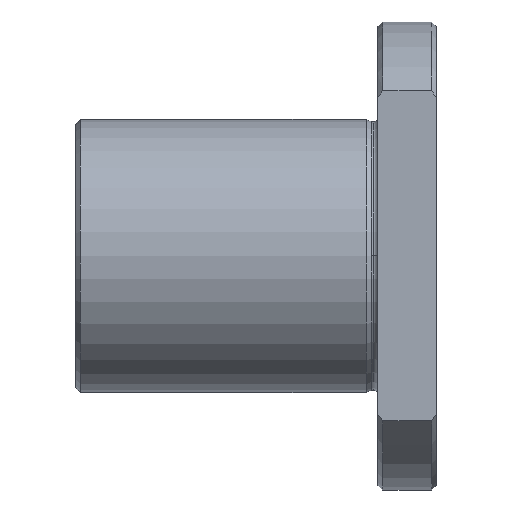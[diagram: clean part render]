
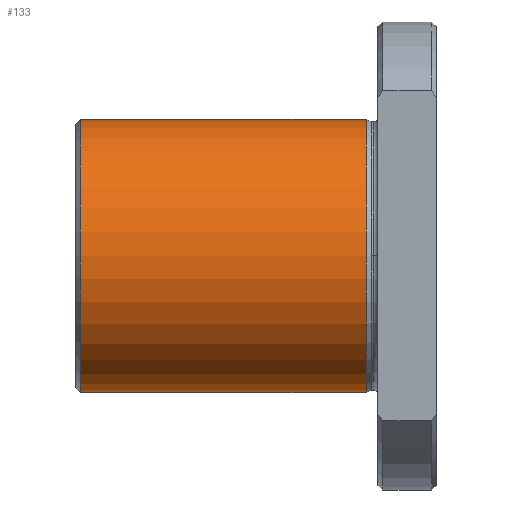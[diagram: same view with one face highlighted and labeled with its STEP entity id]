
A CAD part, top view. The second image highlights one B-rep face of the part: STEP entity #133.
In plain terms, the highlighted cylindrical face has radius 14 mm (diameter 28 mm), a partial arc.
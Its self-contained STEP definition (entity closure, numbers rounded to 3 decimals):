
#133 = ADVANCED_FACE( '', ( #271 ), #272, .T. );
#271 = FACE_OUTER_BOUND( '', #412, .T. );
#272 = CYLINDRICAL_SURFACE( '', #413, 14. );
#412 = EDGE_LOOP( '', ( #863, #864, #865, #866 ) );
#413 = AXIS2_PLACEMENT_3D( '', #867, #868, #869 );
#863 = ORIENTED_EDGE( '', *, *, #896, .T. );
#864 = ORIENTED_EDGE( '', *, *, #1023, .F. );
#865 = ORIENTED_EDGE( '', *, *, #898, .T. );
#866 = ORIENTED_EDGE( '', *, *, #1022, .T. );
#867 = CARTESIAN_POINT( '', ( 15.15, 0., 0. ) );
#868 = DIRECTION( '', ( 1., 0., 0. ) );
#869 = DIRECTION( '', ( 0., 1., 0. ) );
#896 = EDGE_CURVE( '', #1047, #1039, #1048, .T. );
#898 = EDGE_CURVE( '', #1042, #1049, #1051, .T. );
#1022 = EDGE_CURVE( '', #1049, #1047, #1254, .T. );
#1023 = EDGE_CURVE( '', #1042, #1039, #1255, .T. );
#1039 = VERTEX_POINT( '', #1271 );
#1042 = VERTEX_POINT( '', #1275 );
#1047 = VERTEX_POINT( '', #1281 );
#1048 = LINE( '', #1282, #1283 );
#1049 = VERTEX_POINT( '', #1284 );
#1051 = LINE( '', #1286, #1287 );
#1254 = CIRCLE( '', #1604, 14. );
#1255 = CIRCLE( '', #1605, 14. );
#1271 = CARTESIAN_POINT( '', ( 0.5, 14., 0. ) );
#1275 = CARTESIAN_POINT( '', ( 0.5, -14., 0. ) );
#1281 = CARTESIAN_POINT( '', ( 29.8, 14., 0. ) );
#1282 = CARTESIAN_POINT( '', ( 15.15, 14., 0. ) );
#1283 = VECTOR( '', #1639, 1. );
#1284 = CARTESIAN_POINT( '', ( 29.8, -14., 0. ) );
#1286 = CARTESIAN_POINT( '', ( 15.15, -14., 0. ) );
#1287 = VECTOR( '', #1643, 1. );
#1604 = AXIS2_PLACEMENT_3D( '', #1905, #1906, #1907 );
#1605 = AXIS2_PLACEMENT_3D( '', #1908, #1909, #1910 );
#1639 = DIRECTION( '', ( -1., 0., 0. ) );
#1643 = DIRECTION( '', ( 1., 0., 0. ) );
#1905 = CARTESIAN_POINT( '', ( 29.8, 0., 0. ) );
#1906 = DIRECTION( '', ( -1., 0., 0. ) );
#1907 = DIRECTION( '', ( 0., 1., 0. ) );
#1908 = CARTESIAN_POINT( '', ( 0.5, 0., 0. ) );
#1909 = DIRECTION( '', ( -1., 0., 0. ) );
#1910 = DIRECTION( '', ( 0., 1., 0. ) );
